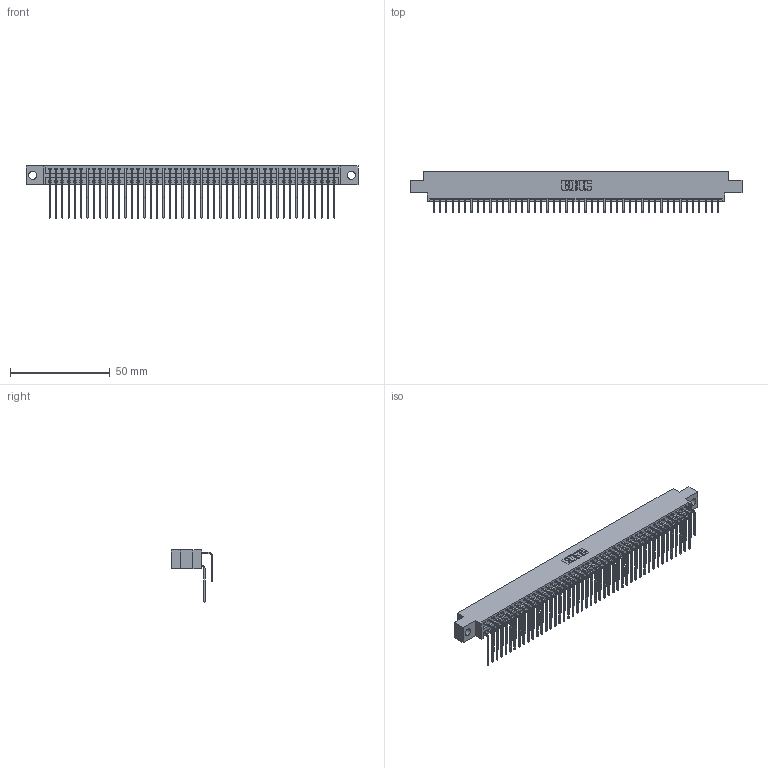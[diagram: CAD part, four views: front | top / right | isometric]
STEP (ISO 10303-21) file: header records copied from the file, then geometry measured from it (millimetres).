
FILE_DESCRIPTION (( 'STEP AP203' ), '1' );
FILE_NAME ('346-092-559-804.STEP', '2022-05-26T08:37:03', ( '' ), ( '' ), 'SwSTEP 2.0', 'SolidWorks 2020', '' );
FILE_SCHEMA (( 'CONFIG_CONTROL_DESIGN' ));
Length unit declared in the file: inch
Products named in the file (4): 346 Part_0.170 Offset - 0.156 Dia-TH; 345-292-001_558 559 Tail - 1; 346-092-559-804; 345-292-001_559 Tail - 2
Assembly tree (93 placements, depth 2):
  346-092-559-804
    346 Part_0.170 Offset - 0.156 Dia-TH
    345-292-001_558 559 Tail - 1  x46
    345-292-001_559 Tail - 2  x46
Bounding box: 166.62 x 20.89 x 26.16 mm (x, y, z)
Volume: 16549.1 mm3; surface area: 25384.4 mm2
Topology: 93 solids, 93 shells, 5108 faces, 15189 edges, 10002 vertices
Faces by surface type: plane 3498, cylinder 1610
Entity records: 31817 total; most frequent: CARTESIAN_POINT 5297, ORIENTED_EDGE 5178, DIRECTION 4689, EDGE_CURVE 2589, VECTOR 2233, LINE 2233, VERTEX_POINT 1722, AXIS2_PLACEMENT_3D 1228
